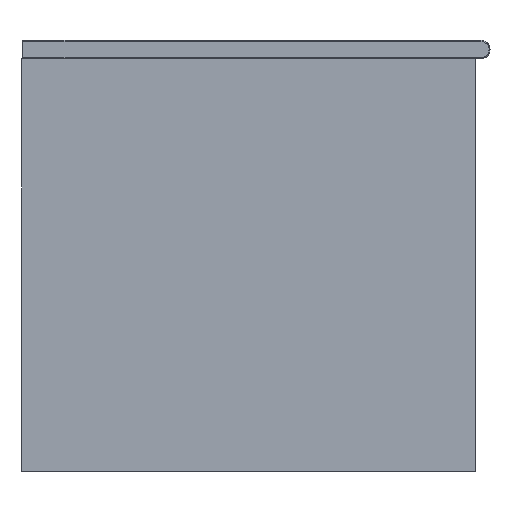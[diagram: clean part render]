
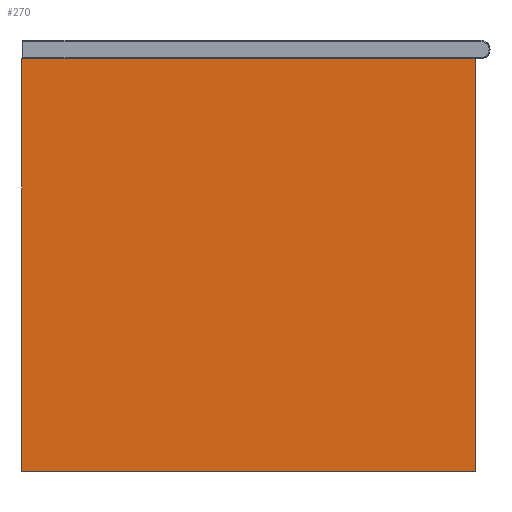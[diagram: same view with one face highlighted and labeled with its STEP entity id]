
A CAD part, left-side view. The second image highlights one B-rep face of the part: STEP entity #270.
In plain terms, the highlighted face is planar.
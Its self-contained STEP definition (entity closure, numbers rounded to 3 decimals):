
#270=ADVANCED_FACE('',(#491),#3831,.T.);
#491=FACE_OUTER_BOUND('',#712,.T.);
#712=EDGE_LOOP('',(#1000,#1001,#1002,#1003));
#1000=ORIENTED_EDGE('',*,*,#2150,.F.);
#1001=ORIENTED_EDGE('',*,*,#2151,.F.);
#1002=ORIENTED_EDGE('',*,*,#2152,.F.);
#1003=ORIENTED_EDGE('',*,*,#2149,.F.);
#2149=EDGE_CURVE('',#3322,#3323,#2982,.T.);
#2150=EDGE_CURVE('',#3324,#3322,#2983,.T.);
#2151=EDGE_CURVE('',#3325,#3324,#2984,.T.);
#2152=EDGE_CURVE('',#3323,#3325,#2985,.T.);
#2982=B_SPLINE_CURVE_WITH_KNOTS('',1,(#5320,#5321),.UNSPECIFIED.,.F.,.F.,
(2,2),(-450.,0.),.UNSPECIFIED.);
#2983=B_SPLINE_CURVE_WITH_KNOTS('',1,(#5322,#5323),.UNSPECIFIED.,.F.,.F.,
(2,2),(-494.,0.),.UNSPECIFIED.);
#2984=B_SPLINE_CURVE_WITH_KNOTS('',1,(#5324,#5325),.UNSPECIFIED.,.F.,.F.,
(2,2),(-450.,0.),.UNSPECIFIED.);
#2985=B_SPLINE_CURVE_WITH_KNOTS('',1,(#5326,#5327),.UNSPECIFIED.,.F.,.F.,
(2,2),(-494.,0.),.UNSPECIFIED.);
#3322=VERTEX_POINT('',#5312);
#3323=VERTEX_POINT('',#5313);
#3324=VERTEX_POINT('',#5314);
#3325=VERTEX_POINT('',#5315);
#3831=PLANE('',#4158);
#4158=AXIS2_PLACEMENT_3D('',#5306,#4409,$);
#4409=DIRECTION('',(1.,0.,0.));
#5306=CARTESIAN_POINT('',(8.,270.,-49.4));
#5312=CARTESIAN_POINT('',(8.,225.,0.));
#5313=CARTESIAN_POINT('',(8.,-225.,0.));
#5314=CARTESIAN_POINT('',(8.,225.,494.));
#5315=CARTESIAN_POINT('',(8.,-225.,494.));
#5320=CARTESIAN_POINT('',(8.,225.,0.));
#5321=CARTESIAN_POINT('',(8.,-225.,0.));
#5322=CARTESIAN_POINT('',(8.,225.,494.));
#5323=CARTESIAN_POINT('',(8.,225.,0.));
#5324=CARTESIAN_POINT('',(8.,-225.,494.));
#5325=CARTESIAN_POINT('',(8.,225.,494.));
#5326=CARTESIAN_POINT('',(8.,-225.,0.));
#5327=CARTESIAN_POINT('',(8.,-225.,494.));
